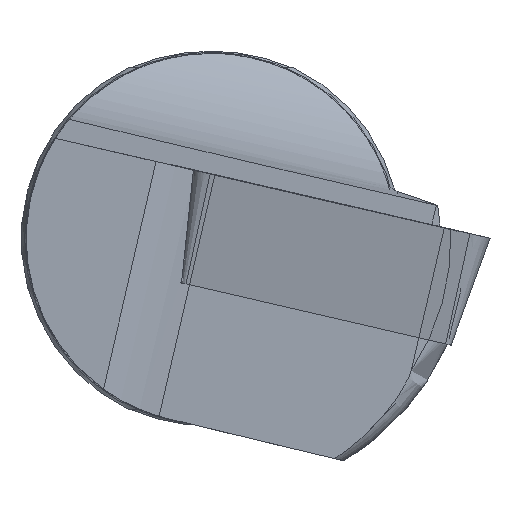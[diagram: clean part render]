
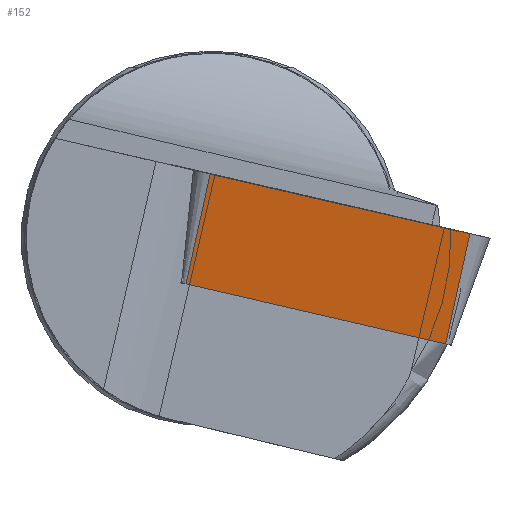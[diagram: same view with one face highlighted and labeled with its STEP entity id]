
A CAD part, left-side view. The second image highlights one B-rep face of the part: STEP entity #152.
In plain terms, the highlighted planar face has unit normal (-0.989, 0.112, -0.099).
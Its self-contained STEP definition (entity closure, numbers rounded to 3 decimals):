
#152=ADVANCED_FACE('',(#216),#195,.T.);
#195=PLANE('',#738);
#216=FACE_OUTER_BOUND('',#247,.T.);
#247=EDGE_LOOP('',(#311,#312,#313,#314));
#311=ORIENTED_EDGE('',*,*,#573,.T.);
#312=ORIENTED_EDGE('',*,*,#574,.T.);
#313=ORIENTED_EDGE('',*,*,#575,.F.);
#314=ORIENTED_EDGE('',*,*,#576,.T.);
#505=VERTEX_POINT('',#1041);
#506=VERTEX_POINT('',#1042);
#507=VERTEX_POINT('',#1044);
#508=VERTEX_POINT('',#1046);
#573=EDGE_CURVE('',#505,#506,#670,.T.);
#574=EDGE_CURVE('',#506,#507,#671,.T.);
#575=EDGE_CURVE('',#508,#507,#672,.T.);
#576=EDGE_CURVE('',#508,#505,#673,.T.);
#670=LINE('',#1040,#708);
#671=LINE('',#1043,#709);
#672=LINE('',#1045,#710);
#673=LINE('',#1047,#711);
#708=VECTOR('',#834,1.);
#709=VECTOR('',#835,1.);
#710=VECTOR('',#836,1.);
#711=VECTOR('',#837,1.);
#738=AXIS2_PLACEMENT_3D('',#1048,#838,#839);
#834=DIRECTION('',(0.087,0.971,0.224));
#835=DIRECTION('',(0.121,0.213,-0.969));
#836=DIRECTION('',(0.087,0.971,0.224));
#837=DIRECTION('',(-0.121,-0.213,0.969));
#838=DIRECTION('',(-0.989,0.112,-0.099));
#839=DIRECTION('',(0.087,0.971,0.224));
#1040=CARTESIAN_POINT('',(-0.106,-2.242,0.847));
#1041=CARTESIAN_POINT('',(-0.394,-5.452,0.106));
#1042=CARTESIAN_POINT('',(0.097,0.018,1.369));
#1043=CARTESIAN_POINT('',(0.097,0.018,1.369));
#1044=CARTESIAN_POINT('',(0.388,0.529,-0.955));
#1045=CARTESIAN_POINT('',(0.185,-1.731,-1.477));
#1046=CARTESIAN_POINT('',(-0.103,-4.941,-2.218));
#1047=CARTESIAN_POINT('',(-0.394,-5.452,0.106));
#1048=CARTESIAN_POINT('',(-0.106,-2.242,0.847));
